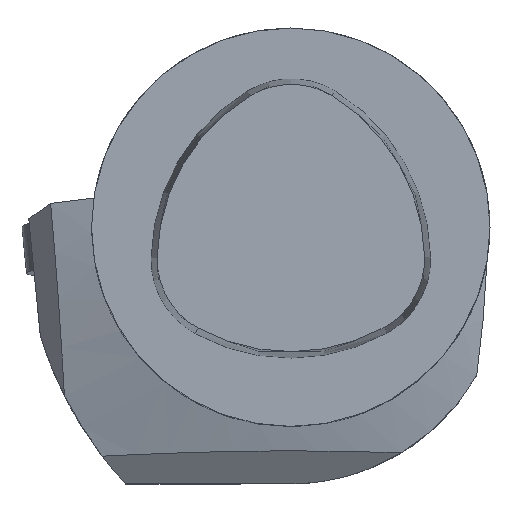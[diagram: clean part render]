
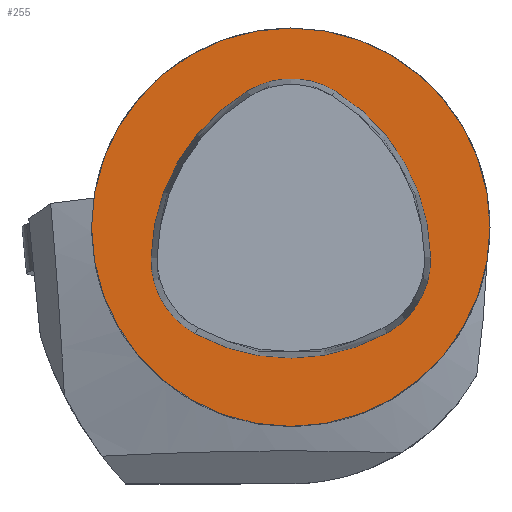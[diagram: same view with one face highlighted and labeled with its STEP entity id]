
A CAD part, top view. The second image highlights one B-rep face of the part: STEP entity #255.
In plain terms, the highlighted planar face has unit normal (0, 0, 1).
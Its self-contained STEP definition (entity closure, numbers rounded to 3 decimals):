
#183=PLANE('',#779);
#212=FACE_OUTER_BOUND('',#320,.T.);
#255=ADVANCED_FACE('',(#212),#183,.T.);
#320=EDGE_LOOP('',(#397));
#397=ORIENTED_EDGE('',*,*,#633,.T.);
#569=VERTEX_POINT('',#1139);
#633=EDGE_CURVE('',#569,#569,#711,.T.);
#711=CIRCLE('',#772,20.);
#772=AXIS2_PLACEMENT_3D('',#1138,#885,#886);
#779=AXIS2_PLACEMENT_3D('',#1189,#903,#904);
#885=DIRECTION('',(0.,0.,1.));
#886=DIRECTION('',(0.,1.,0.));
#903=DIRECTION('',(0.,0.,1.));
#904=DIRECTION('',(0.,1.,0.));
#1138=CARTESIAN_POINT('',(0.,0.,0.));
#1139=CARTESIAN_POINT('',(0.,20.,0.));
#1189=CARTESIAN_POINT('',(0.,0.,0.));
